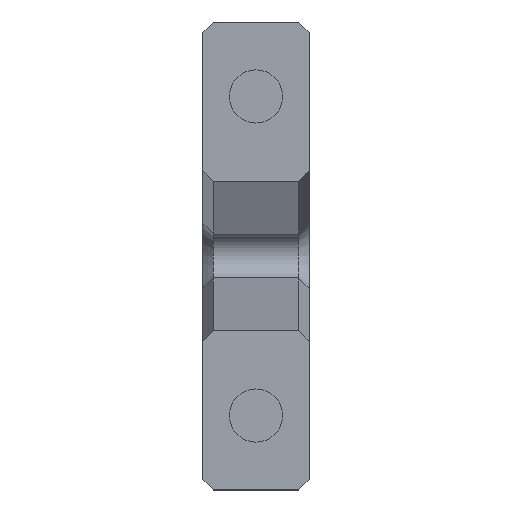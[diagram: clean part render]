
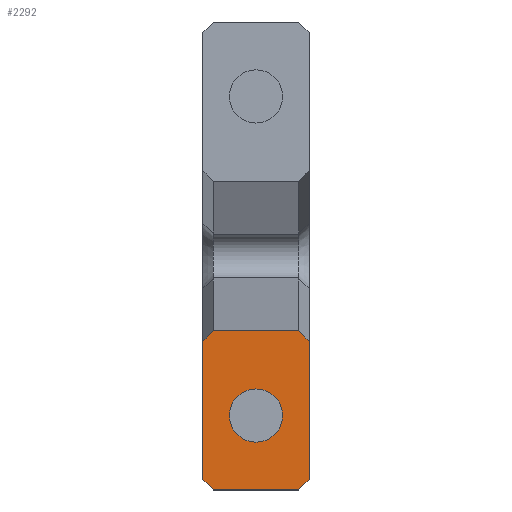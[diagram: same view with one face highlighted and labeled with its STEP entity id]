
A CAD part, left-side view. The second image highlights one B-rep face of the part: STEP entity #2292.
In plain terms, the highlighted planar face has unit normal (-1, 0, 0).
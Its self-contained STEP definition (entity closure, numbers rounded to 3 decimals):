
#62 = ORIENTED_EDGE ( 'NONE', *, *, #873, .F. ) ;
#74 = CARTESIAN_POINT ( 'NONE',  ( -77.15, 10., -22. ) ) ;
#137 = CARTESIAN_POINT ( 'NONE',  ( -77.15, 10., -21. ) ) ;
#257 = CARTESIAN_POINT ( 'NONE',  ( -77.15, 1., -22. ) ) ;
#286 = EDGE_CURVE ( 'NONE', #2149, #2044, #4079, .T. ) ;
#297 = VERTEX_POINT ( 'NONE', #1323 ) ;
#357 = EDGE_CURVE ( 'NONE', #1128, #2215, #2642, .T. ) ;
#384 = CARTESIAN_POINT ( 'NONE',  ( -77.15, 0., -8.016 ) ) ;
#416 = ORIENTED_EDGE ( 'NONE', *, *, #676, .T. ) ;
#431 = ORIENTED_EDGE ( 'NONE', *, *, #2222, .T. ) ;
#472 = CARTESIAN_POINT ( 'NONE',  ( -77.15, 5., -12.5 ) ) ;
#493 = EDGE_CURVE ( 'NONE', #3468, #3443, #3146, .T. ) ;
#519 = ORIENTED_EDGE ( 'NONE', *, *, #4151, .F. ) ;
#529 = VECTOR ( 'NONE', #642, 1000. ) ;
#598 = EDGE_CURVE ( 'NONE', #2044, #1128, #3747, .T. ) ;
#613 = EDGE_CURVE ( 'NONE', #3443, #3468, #4013, .T. ) ;
#623 = DIRECTION ( 'NONE',  ( 0., 0.701, 0.713 ) ) ;
#637 = ORIENTED_EDGE ( 'NONE', *, *, #613, .F. ) ;
#642 = DIRECTION ( 'NONE',  ( 0., 0., 1. ) ) ;
#676 = EDGE_CURVE ( 'NONE', #1560, #2149, #1472, .T. ) ;
#681 = ORIENTED_EDGE ( 'NONE', *, *, #493, .F. ) ;
#742 = VERTEX_POINT ( 'NONE', #1884 ) ;
#745 = EDGE_CURVE ( 'NONE', #4018, #1560, #3253, .T. ) ;
#861 = CARTESIAN_POINT ( 'NONE',  ( -77.15, 10., -7. ) ) ;
#873 = EDGE_CURVE ( 'NONE', #297, #2215, #2679, .T. ) ;
#884 = CARTESIAN_POINT ( 'NONE',  ( -77.15, 0., -21. ) ) ;
#893 = AXIS2_PLACEMENT_3D ( 'NONE', #2519, #3210, #3585 ) ;
#971 = DIRECTION ( 'NONE',  ( 0., 0., 1. ) ) ;
#985 = EDGE_LOOP ( 'NONE', ( #519, #3243, #416, #1630, #3543, #4344, #62, #431 ) ) ;
#1008 = DIRECTION ( 'NONE',  ( 0., 0., -1. ) ) ;
#1128 = VERTEX_POINT ( 'NONE', #384 ) ;
#1256 = VECTOR ( 'NONE', #1793, 1000. ) ;
#1299 = VECTOR ( 'NONE', #2007, 1000. ) ;
#1323 = CARTESIAN_POINT ( 'NONE',  ( -77.15, 9., -7. ) ) ;
#1351 = CARTESIAN_POINT ( 'NONE',  ( -77.15, 10., -22. ) ) ;
#1364 = CARTESIAN_POINT ( 'NONE',  ( -77.15, 10., -21. ) ) ;
#1472 = LINE ( 'NONE', #2864, #1256 ) ;
#1560 = VERTEX_POINT ( 'NONE', #2229 ) ;
#1566 = CARTESIAN_POINT ( 'NONE',  ( -77.15, 1., -7. ) ) ;
#1630 = ORIENTED_EDGE ( 'NONE', *, *, #286, .T. ) ;
#1694 = FACE_OUTER_BOUND ( 'NONE', #985, .T. ) ;
#1793 = DIRECTION ( 'NONE',  ( 0., -1., 0. ) ) ;
#1884 = CARTESIAN_POINT ( 'NONE',  ( -77.15, 10., -8.016 ) ) ;
#2007 = DIRECTION ( 'NONE',  ( 0., 0.701, -0.713 ) ) ;
#2044 = VERTEX_POINT ( 'NONE', #884 ) ;
#2090 = DIRECTION ( 'NONE',  ( -1., 0., 0. ) ) ;
#2109 = CARTESIAN_POINT ( 'NONE',  ( -77.15, 5., -15. ) ) ;
#2149 = VERTEX_POINT ( 'NONE', #257 ) ;
#2215 = VERTEX_POINT ( 'NONE', #4158 ) ;
#2222 = EDGE_CURVE ( 'NONE', #297, #742, #3044, .T. ) ;
#2229 = CARTESIAN_POINT ( 'NONE',  ( -77.15, 9., -22. ) ) ;
#2292 = ADVANCED_FACE ( 'NONE', ( #3416, #1694 ), #4469, .F. ) ;
#2339 = VECTOR ( 'NONE', #3081, 1000. ) ;
#2375 = CARTESIAN_POINT ( 'NONE',  ( -77.15, 3.109, -1.013 ) ) ;
#2519 = CARTESIAN_POINT ( 'NONE',  ( -77.15, 5., -15. ) ) ;
#2642 = LINE ( 'NONE', #1566, #3286 ) ;
#2679 = LINE ( 'NONE', #861, #3941 ) ;
#2707 = CARTESIAN_POINT ( 'NONE',  ( -77.15, 0., -22. ) ) ;
#2741 = DIRECTION ( 'NONE',  ( 1., 0., 0. ) ) ;
#2864 = CARTESIAN_POINT ( 'NONE',  ( -77.15, 10., -22. ) ) ;
#2888 = LINE ( 'NONE', #74, #4126 ) ;
#3044 = LINE ( 'NONE', #2375, #1299 ) ;
#3061 = CARTESIAN_POINT ( 'NONE',  ( -77.15, 1., -22. ) ) ;
#3081 = DIRECTION ( 'NONE',  ( 0., -0.707, 0.707 ) ) ;
#3146 = CIRCLE ( 'NONE', #4009, 2.5 ) ;
#3210 = DIRECTION ( 'NONE',  ( -1., 0., 0. ) ) ;
#3243 = ORIENTED_EDGE ( 'NONE', *, *, #745, .T. ) ;
#3247 = CARTESIAN_POINT ( 'NONE',  ( -77.15, 5., -17.5 ) ) ;
#3253 = LINE ( 'NONE', #137, #3726 ) ;
#3286 = VECTOR ( 'NONE', #623, 1000. ) ;
#3416 = FACE_BOUND ( 'NONE', #3596, .T. ) ;
#3443 = VERTEX_POINT ( 'NONE', #3247 ) ;
#3468 = VERTEX_POINT ( 'NONE', #472 ) ;
#3543 = ORIENTED_EDGE ( 'NONE', *, *, #598, .T. ) ;
#3563 = DIRECTION ( 'NONE',  ( 0., 0., 1. ) ) ;
#3585 = DIRECTION ( 'NONE',  ( 0., 0., 1. ) ) ;
#3596 = EDGE_LOOP ( 'NONE', ( #681, #637 ) ) ;
#3723 = DIRECTION ( 'NONE',  ( 0., -0.707, -0.707 ) ) ;
#3726 = VECTOR ( 'NONE', #3723, 1000. ) ;
#3747 = LINE ( 'NONE', #2707, #529 ) ;
#3941 = VECTOR ( 'NONE', #4322, 1000. ) ;
#4009 = AXIS2_PLACEMENT_3D ( 'NONE', #2109, #2090, #971 ) ;
#4013 = CIRCLE ( 'NONE', #893, 2.5 ) ;
#4018 = VERTEX_POINT ( 'NONE', #1364 ) ;
#4079 = LINE ( 'NONE', #3061, #2339 ) ;
#4126 = VECTOR ( 'NONE', #3563, 1000. ) ;
#4151 = EDGE_CURVE ( 'NONE', #4018, #742, #2888, .T. ) ;
#4158 = CARTESIAN_POINT ( 'NONE',  ( -77.15, 1., -7. ) ) ;
#4282 = AXIS2_PLACEMENT_3D ( 'NONE', #1351, #2741, #1008 ) ;
#4322 = DIRECTION ( 'NONE',  ( 0., -1., 0. ) ) ;
#4344 = ORIENTED_EDGE ( 'NONE', *, *, #357, .T. ) ;
#4469 = PLANE ( 'NONE',  #4282 ) ;
